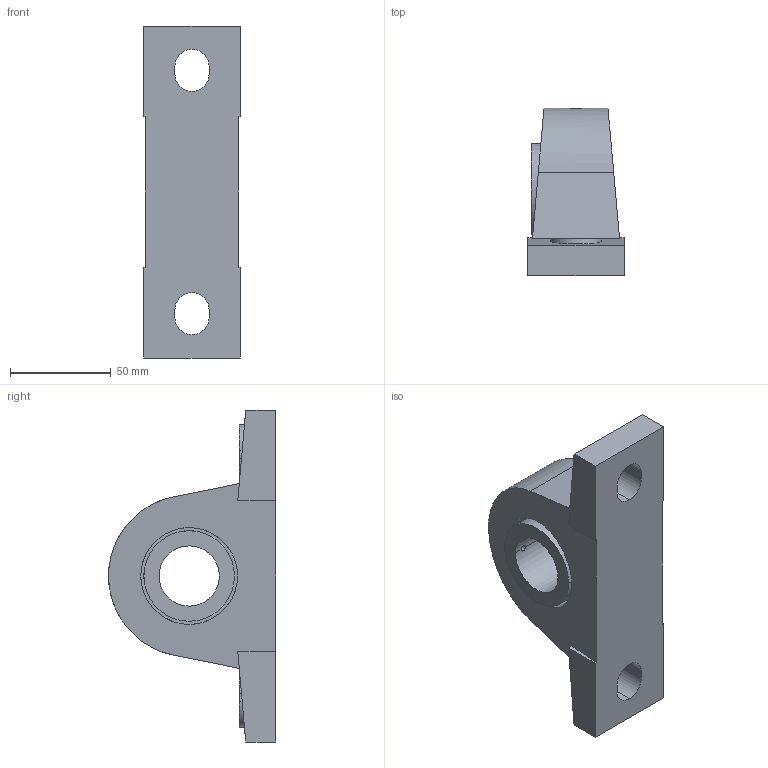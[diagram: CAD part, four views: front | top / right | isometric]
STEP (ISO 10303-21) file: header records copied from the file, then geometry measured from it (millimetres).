
FILE_DESCRIPTION( ( '' ), '1' );
FILE_NAME( '62513000.stp', '2007-11-06T22:36:28', ( '' ), ( '' ), ' ', ' ', ' ' );
FILE_SCHEMA( ( 'automotive_design' ) );
Length unit declared in the file: millimetre
Products named in the file (1): 1
Bounding box: 48 x 83 x 165 mm (x, y, z)
Volume: 267645.1 mm3; surface area: 41744.5 mm2
Topology: 1 solids, 1 shells, 60 faces, 168 edges, 108 vertices
Faces by surface type: plane 31, cylinder 29
Entity records: 4023 total; most frequent: CARTESIAN_POINT 660, STYLED_ITEM 325, PRESENTATION_STYLE_ASSIGNMENT 325, COLOUR_RGB 325, ORIENTED_EDGE 320, DIRECTION 318, EDGE_CURVE 160, CURVE_STYLE 160
